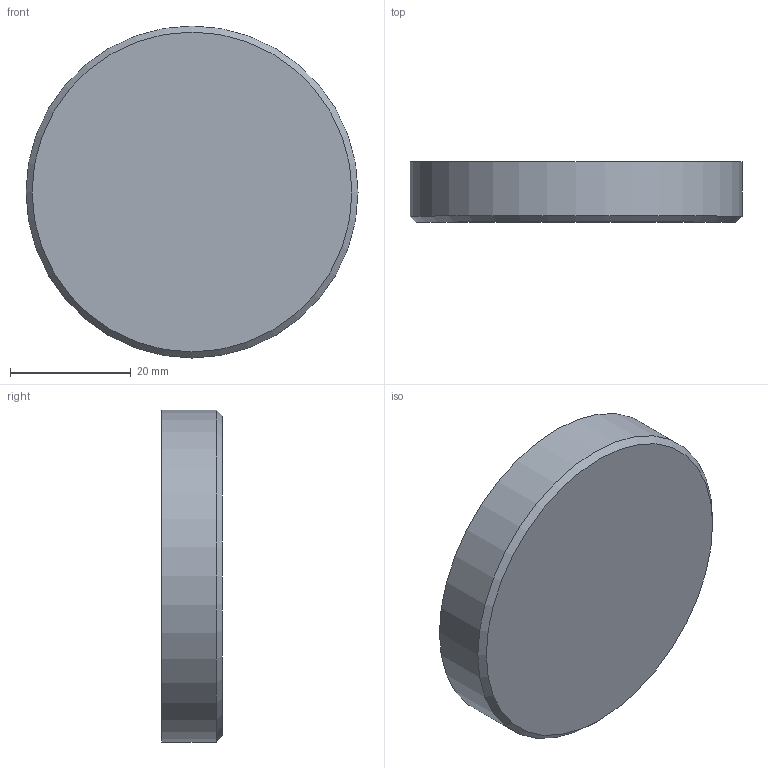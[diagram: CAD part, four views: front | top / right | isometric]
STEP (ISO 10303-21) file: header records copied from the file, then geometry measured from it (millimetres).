
FILE_DESCRIPTION(/* description */ (''),/* implementation_level */ '2;1');
FILE_NAME(/* name */ 'Couvercle.stp',/* time_stamp */ '2019-11-15T08:41:58+01:00',/* author */ ('u226184'),/* organization */ (''),/* preprocessor_version */ 'ST-DEVELOPER v17',/* originating_system */ 'Autodesk Inventor 2018',/* authorisation */ '');
FILE_SCHEMA (('AUTOMOTIVE_DESIGN { 1 0 10303 214 3 1 1 }'));
Length unit declared in the file: millimetre
Products named in the file (1): Couvercle
Bounding box: 55 x 10 x 55 mm (x, y, z)
Volume: 5953.5 mm3; surface area: 9828.6 mm2
Topology: 1 solids, 1 shells, 140 faces, 327 edges, 218 vertices
Faces by surface type: plane 135, cylinder 4, cone 1
Full cylindrical faces by diameter (mm): 4 x1, 6 x1, 53 x1, 55 x1
Entity records: 3960 total; most frequent: CARTESIAN_POINT 686, ORIENTED_EDGE 654, DIRECTION 619, EDGE_CURVE 327, LINE 317, VECTOR 317, VERTEX_POINT 218, EDGE_LOOP 169
